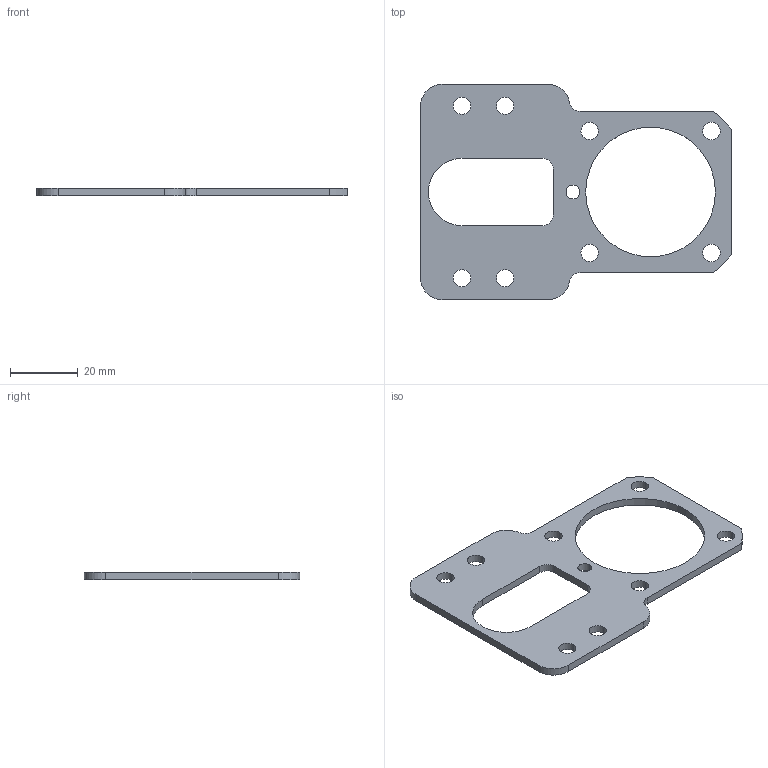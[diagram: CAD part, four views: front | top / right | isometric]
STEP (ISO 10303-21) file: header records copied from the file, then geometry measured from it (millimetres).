
FILE_DESCRIPTION (( 'STEP AP203' ), '1' );
FILE_NAME ('am-5407 Ratchet Sport Servo Cover Plate.STEP', '2024-11-19T14:45:24', ( '' ), ( '' ), 'SwSTEP 2.0', 'SolidWorks 2024', '' );
FILE_SCHEMA (( 'CONFIG_CONTROL_DESIGN' ));
Length unit declared in the file: inch
Products named in the file (1): am-5407 Ratchet Sport Servo Cover Plate
Bounding box: 91.57 x 63.5 x 2.29 mm (x, y, z)
Volume: 6844.1 mm3; surface area: 7482.7 mm2
Topology: 1 solids, 1 shells, 42 faces, 120 edges, 80 vertices
Faces by surface type: cylinder 31, plane 11
Entity records: 1529 total; most frequent: DIRECTION 268, CARTESIAN_POINT 243, ORIENTED_EDGE 240, EDGE_CURVE 120, AXIS2_PLACEMENT_3D 105, VERTEX_POINT 80, EDGE_LOOP 64, CIRCLE 62
